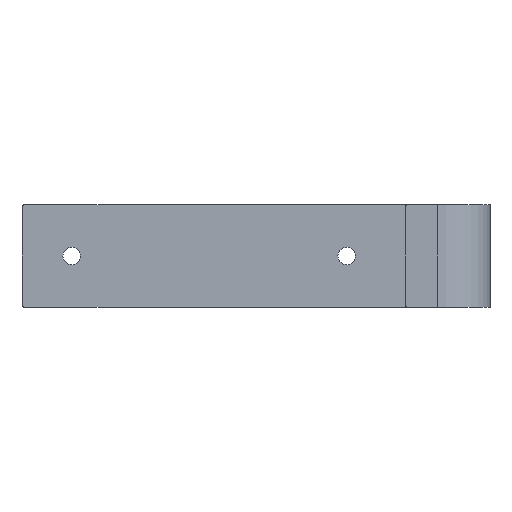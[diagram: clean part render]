
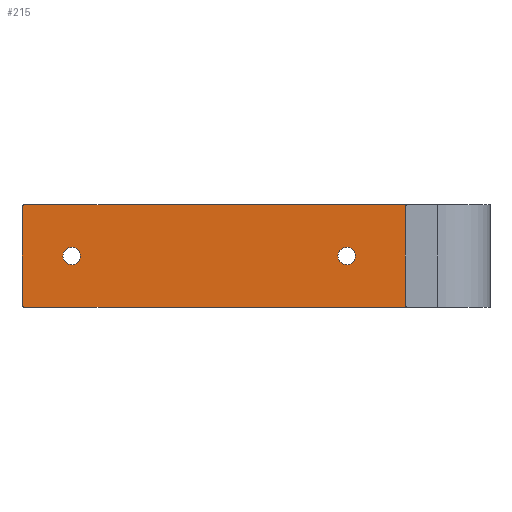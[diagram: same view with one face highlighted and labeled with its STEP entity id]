
A CAD part, left-side view. The second image highlights one B-rep face of the part: STEP entity #215.
In plain terms, the highlighted planar face has unit normal (-1, 0, 0).
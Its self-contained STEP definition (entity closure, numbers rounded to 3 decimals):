
#15 = EDGE_CURVE ( 'NONE', #826, #659, #493, .T. ) ;
#19 = EDGE_CURVE ( 'NONE', #404, #273, #494, .T. ) ;
#37 = DIRECTION ( 'NONE',  ( 1., 0., 0. ) ) ;
#48 = VECTOR ( 'NONE', #53, 1000. ) ;
#51 = EDGE_CURVE ( 'NONE', #481, #497, #613, .T. ) ;
#53 = DIRECTION ( 'NONE',  ( 0., 0., -1. ) ) ;
#57 = CARTESIAN_POINT ( 'NONE',  ( -6., 146., 17.5 ) ) ;
#73 = AXIS2_PLACEMENT_3D ( 'NONE', #582, #535, #589 ) ;
#100 = FACE_BOUND ( 'NONE', #778, .T. ) ;
#105 = AXIS2_PLACEMENT_3D ( 'NONE', #531, #37, #523 ) ;
#121 = AXIS2_PLACEMENT_3D ( 'NONE', #248, #448, #452 ) ;
#136 = CARTESIAN_POINT ( 'NONE',  ( -6., 46., 17.5 ) ) ;
#147 = VERTEX_POINT ( 'NONE', #230 ) ;
#175 = FACE_OUTER_BOUND ( 'NONE', #488, .T. ) ;
#182 = CIRCLE ( 'NONE', #735, 3. ) ;
#186 = DIRECTION ( 'NONE',  ( 0., -1., 0. ) ) ;
#193 = DIRECTION ( 'NONE',  ( 0., -1., 0. ) ) ;
#194 = DIRECTION ( 'NONE',  ( 0., -1., 0. ) ) ;
#205 = EDGE_CURVE ( 'NONE', #481, #537, #389, .T. ) ;
#211 = AXIS2_PLACEMENT_3D ( 'NONE', #266, #624, #194 ) ;
#215 = ADVANCED_FACE ( 'NONE', ( #736, #100, #175 ), #237, .F. ) ;
#217 = VECTOR ( 'NONE', #890, 1000. ) ;
#230 = CARTESIAN_POINT ( 'NONE',  ( -6., 18., 0. ) ) ;
#237 = PLANE ( 'NONE',  #105 ) ;
#242 = CARTESIAN_POINT ( 'NONE',  ( -6., 18., 35. ) ) ;
#245 = DIRECTION ( 'NONE',  ( 0., 1., 0. ) ) ;
#248 = CARTESIAN_POINT ( 'NONE',  ( -6., 159., 1. ) ) ;
#255 = EDGE_CURVE ( 'NONE', #813, #294, #326, .T. ) ;
#256 = CARTESIAN_POINT ( 'NONE',  ( -6., 160., 35. ) ) ;
#266 = CARTESIAN_POINT ( 'NONE',  ( -6., 143., 17.5 ) ) ;
#273 = VERTEX_POINT ( 'NONE', #382 ) ;
#276 = DIRECTION ( 'NONE',  ( 0., -1., 0. ) ) ;
#279 = CARTESIAN_POINT ( 'NONE',  ( -6., 143., 17.5 ) ) ;
#282 = EDGE_CURVE ( 'NONE', #273, #404, #446, .T. ) ;
#284 = CARTESIAN_POINT ( 'NONE',  ( -6., 159., 35. ) ) ;
#288 = ORIENTED_EDGE ( 'NONE', *, *, #660, .T. ) ;
#291 = VECTOR ( 'NONE', #193, 1000. ) ;
#294 = VERTEX_POINT ( 'NONE', #319 ) ;
#319 = CARTESIAN_POINT ( 'NONE',  ( -6., 159., 0. ) ) ;
#320 = ORIENTED_EDGE ( 'NONE', *, *, #373, .T. ) ;
#326 = CIRCLE ( 'NONE', #121, 1. ) ;
#337 = LINE ( 'NONE', #256, #217 ) ;
#373 = EDGE_CURVE ( 'NONE', #294, #147, #544, .T. ) ;
#382 = CARTESIAN_POINT ( 'NONE',  ( -6., 52., 17.5 ) ) ;
#387 = CARTESIAN_POINT ( 'NONE',  ( -6., 159., 34. ) ) ;
#389 = CIRCLE ( 'NONE', #896, 1. ) ;
#404 = VERTEX_POINT ( 'NONE', #136 ) ;
#409 = CARTESIAN_POINT ( 'NONE',  ( -6., 18., 35. ) ) ;
#412 = CARTESIAN_POINT ( 'NONE',  ( -6., 18., 0. ) ) ;
#413 = AXIS2_PLACEMENT_3D ( 'NONE', #681, #906, #276 ) ;
#434 = DIRECTION ( 'NONE',  ( 0., -1., 0. ) ) ;
#446 = CIRCLE ( 'NONE', #73, 3. ) ;
#448 = DIRECTION ( 'NONE',  ( -1., 0., 0. ) ) ;
#452 = DIRECTION ( 'NONE',  ( 0., 1., 0. ) ) ;
#481 = VERTEX_POINT ( 'NONE', #284 ) ;
#488 = EDGE_LOOP ( 'NONE', ( #288, #631, #320, #562, #809, #849 ) ) ;
#493 = CIRCLE ( 'NONE', #211, 3. ) ;
#494 = CIRCLE ( 'NONE', #413, 3. ) ;
#497 = VERTEX_POINT ( 'NONE', #242 ) ;
#523 = DIRECTION ( 'NONE',  ( 0., 1., 0. ) ) ;
#526 = CARTESIAN_POINT ( 'NONE',  ( -6., 160., 34. ) ) ;
#530 = LINE ( 'NONE', #800, #48 ) ;
#531 = CARTESIAN_POINT ( 'NONE',  ( -6., 18., 35. ) ) ;
#535 = DIRECTION ( 'NONE',  ( -1., 0., 0. ) ) ;
#537 = VERTEX_POINT ( 'NONE', #526 ) ;
#544 = LINE ( 'NONE', #412, #291 ) ;
#555 = EDGE_CURVE ( 'NONE', #659, #826, #182, .T. ) ;
#561 = EDGE_LOOP ( 'NONE', ( #772, #717 ) ) ;
#562 = ORIENTED_EDGE ( 'NONE', *, *, #714, .F. ) ;
#564 = DIRECTION ( 'NONE',  ( -1., 0., 0. ) ) ;
#582 = CARTESIAN_POINT ( 'NONE',  ( -6., 49., 17.5 ) ) ;
#589 = DIRECTION ( 'NONE',  ( 0., -1., 0. ) ) ;
#599 = CARTESIAN_POINT ( 'NONE',  ( -6., 140., 17.5 ) ) ;
#613 = LINE ( 'NONE', #409, #774 ) ;
#624 = DIRECTION ( 'NONE',  ( -1., 0., 0. ) ) ;
#631 = ORIENTED_EDGE ( 'NONE', *, *, #255, .T. ) ;
#659 = VERTEX_POINT ( 'NONE', #599 ) ;
#660 = EDGE_CURVE ( 'NONE', #537, #813, #337, .T. ) ;
#681 = CARTESIAN_POINT ( 'NONE',  ( -6., 49., 17.5 ) ) ;
#693 = CARTESIAN_POINT ( 'NONE',  ( -6., 160., 1. ) ) ;
#714 = EDGE_CURVE ( 'NONE', #497, #147, #530, .T. ) ;
#717 = ORIENTED_EDGE ( 'NONE', *, *, #15, .F. ) ;
#735 = AXIS2_PLACEMENT_3D ( 'NONE', #279, #564, #186 ) ;
#736 = FACE_BOUND ( 'NONE', #561, .T. ) ;
#742 = ORIENTED_EDGE ( 'NONE', *, *, #19, .F. ) ;
#772 = ORIENTED_EDGE ( 'NONE', *, *, #555, .F. ) ;
#774 = VECTOR ( 'NONE', #434, 1000. ) ;
#778 = EDGE_LOOP ( 'NONE', ( #742, #902 ) ) ;
#800 = CARTESIAN_POINT ( 'NONE',  ( -6., 18., 35. ) ) ;
#807 = DIRECTION ( 'NONE',  ( -1., 0., 0. ) ) ;
#809 = ORIENTED_EDGE ( 'NONE', *, *, #51, .F. ) ;
#813 = VERTEX_POINT ( 'NONE', #693 ) ;
#826 = VERTEX_POINT ( 'NONE', #57 ) ;
#849 = ORIENTED_EDGE ( 'NONE', *, *, #205, .T. ) ;
#890 = DIRECTION ( 'NONE',  ( 0., 0., -1. ) ) ;
#896 = AXIS2_PLACEMENT_3D ( 'NONE', #387, #807, #245 ) ;
#902 = ORIENTED_EDGE ( 'NONE', *, *, #282, .F. ) ;
#906 = DIRECTION ( 'NONE',  ( -1., 0., 0. ) ) ;
